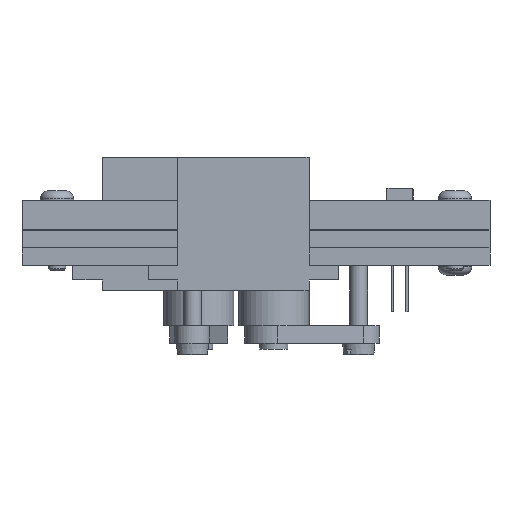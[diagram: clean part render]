
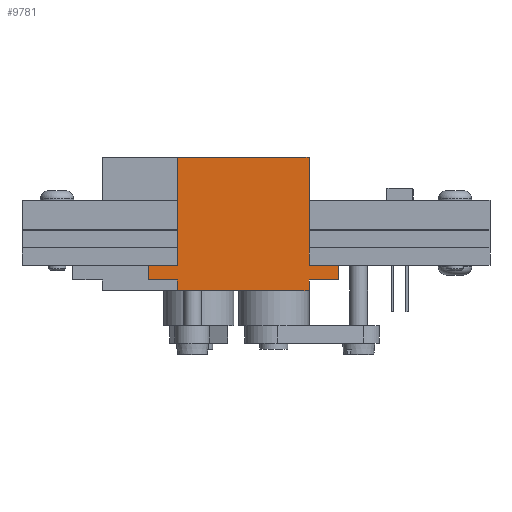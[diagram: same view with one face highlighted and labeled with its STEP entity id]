
A CAD part, front view. The second image highlights one B-rep face of the part: STEP entity #9781.
In plain terms, the highlighted face is planar.
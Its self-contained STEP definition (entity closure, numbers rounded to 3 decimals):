
#9311=CARTESIAN_POINT('',(5.25,6.,22.8));
#9312=VERTEX_POINT('',#9311);
#9371=CARTESIAN_POINT('',(-11.25,6.,22.8));
#9372=VERTEX_POINT('',#9371);
#9373=CARTESIAN_POINT('',(-11.25,6.,22.8));
#9374=DIRECTION('',(1.0,0.0,0.0));
#9375=VECTOR('',#9374,16.5);
#9376=LINE('',#9373,#9375);
#9377=EDGE_CURVE('',#9372,#9312,#9376,.T.);
#9402=CARTESIAN_POINT('',(11.25,6.,22.8));
#9403=VERTEX_POINT('',#9402);
#9410=CARTESIAN_POINT('',(5.25,6.,22.8));
#9411=DIRECTION('',(1.0,0.0,0.0));
#9412=VECTOR('',#9411,6.0);
#9413=LINE('',#9410,#9412);
#9414=EDGE_CURVE('',#9312,#9403,#9413,.T.);
#9426=CARTESIAN_POINT('',(-16.25,6.,21.0));
#9427=VERTEX_POINT('',#9426);
#9442=CARTESIAN_POINT('',(-11.25,6.,21.0));
#9443=VERTEX_POINT('',#9442);
#9450=CARTESIAN_POINT('',(-11.25,6.,21.0));
#9451=DIRECTION('',(-1.0,0.0,0.0));
#9452=VECTOR('',#9451,5.);
#9453=LINE('',#9450,#9452);
#9454=EDGE_CURVE('',#9443,#9427,#9453,.T.);
#9464=CARTESIAN_POINT('',(-16.25,6.,18.5));
#9465=VERTEX_POINT('',#9464);
#9474=CARTESIAN_POINT('',(-11.25,6.,18.5));
#9475=VERTEX_POINT('',#9474);
#9476=CARTESIAN_POINT('',(-11.25,6.,18.5));
#9477=DIRECTION('',(-1.0,0.0,0.0));
#9478=VECTOR('',#9477,5.);
#9479=LINE('',#9476,#9478);
#9480=EDGE_CURVE('',#9475,#9465,#9479,.T.);
#9505=CARTESIAN_POINT('',(-16.25,6.,21.0));
#9506=DIRECTION('',(0.0,0.0,-1.0));
#9507=VECTOR('',#9506,2.5);
#9508=LINE('',#9505,#9507);
#9509=EDGE_CURVE('',#9427,#9465,#9508,.T.);
#9534=CARTESIAN_POINT('',(-11.25,6.,21.0));
#9535=DIRECTION('',(0.0,0.0,1.0));
#9536=VECTOR('',#9535,1.8);
#9537=LINE('',#9534,#9536);
#9538=EDGE_CURVE('',#9443,#9372,#9537,.T.);
#9549=CARTESIAN_POINT('',(-11.25,6.,0.0));
#9550=VERTEX_POINT('',#9549);
#9551=CARTESIAN_POINT('',(-11.25,6.,0.0));
#9552=DIRECTION('',(0.0,0.0,1.0));
#9553=VECTOR('',#9552,18.5);
#9554=LINE('',#9551,#9553);
#9555=EDGE_CURVE('',#9550,#9475,#9554,.T.);
#9581=CARTESIAN_POINT('',(16.25,6.,21.0));
#9582=VERTEX_POINT('',#9581);
#9589=CARTESIAN_POINT('',(11.25,6.,21.0));
#9590=VERTEX_POINT('',#9589);
#9591=CARTESIAN_POINT('',(11.25,6.,21.0));
#9592=DIRECTION('',(1.0,0.0,0.0));
#9593=VECTOR('',#9592,5.);
#9594=LINE('',#9591,#9593);
#9595=EDGE_CURVE('',#9590,#9582,#9594,.T.);
#9619=CARTESIAN_POINT('',(16.25,6.,18.5));
#9620=VERTEX_POINT('',#9619);
#9637=CARTESIAN_POINT('',(11.25,6.,18.5));
#9638=VERTEX_POINT('',#9637);
#9645=CARTESIAN_POINT('',(11.25,6.,18.5));
#9646=DIRECTION('',(1.0,0.0,0.0));
#9647=VECTOR('',#9646,5.);
#9648=LINE('',#9645,#9647);
#9649=EDGE_CURVE('',#9638,#9620,#9648,.T.);
#9667=CARTESIAN_POINT('',(16.25,6.,21.0));
#9668=DIRECTION('',(0.0,0.0,-1.0));
#9669=VECTOR('',#9668,2.5);
#9670=LINE('',#9667,#9669);
#9671=EDGE_CURVE('',#9582,#9620,#9670,.T.);
#9682=CARTESIAN_POINT('',(11.25,6.,21.0));
#9683=DIRECTION('',(0.0,0.0,1.0));
#9684=VECTOR('',#9683,1.8);
#9685=LINE('',#9682,#9684);
#9686=EDGE_CURVE('',#9590,#9403,#9685,.T.);
#9713=CARTESIAN_POINT('',(11.25,6.,0.0));
#9714=VERTEX_POINT('',#9713);
#9721=CARTESIAN_POINT('',(11.25,6.,0.0));
#9722=DIRECTION('',(0.0,0.0,1.0));
#9723=VECTOR('',#9722,18.5);
#9724=LINE('',#9721,#9723);
#9725=EDGE_CURVE('',#9714,#9638,#9724,.T.);
#9756=CARTESIAN_POINT('',(-11.25,6.,0.0));
#9757=DIRECTION('',(0.0,1.0,0.0));
#9758=DIRECTION('',(0.0,0.0,1.0));
#9759=AXIS2_PLACEMENT_3D('',#9756,#9757,#9758);
#9760=PLANE('',#9759);
#9761=ORIENTED_EDGE('',*,*,#9377,.T.);
#9762=ORIENTED_EDGE('',*,*,#9414,.T.);
#9763=ORIENTED_EDGE('',*,*,#9686,.F.);
#9764=ORIENTED_EDGE('',*,*,#9595,.T.);
#9765=ORIENTED_EDGE('',*,*,#9671,.T.);
#9766=ORIENTED_EDGE('',*,*,#9649,.F.);
#9767=ORIENTED_EDGE('',*,*,#9725,.F.);
#9768=CARTESIAN_POINT('',(-11.25,6.,0.0));
#9769=DIRECTION('',(1.0,0.0,0.0));
#9770=VECTOR('',#9769,22.5);
#9771=LINE('',#9768,#9770);
#9772=EDGE_CURVE('',#9550,#9714,#9771,.T.);
#9773=ORIENTED_EDGE('',*,*,#9772,.F.);
#9774=ORIENTED_EDGE('',*,*,#9555,.T.);
#9775=ORIENTED_EDGE('',*,*,#9480,.T.);
#9776=ORIENTED_EDGE('',*,*,#9509,.F.);
#9777=ORIENTED_EDGE('',*,*,#9454,.F.);
#9778=ORIENTED_EDGE('',*,*,#9538,.T.);
#9779=EDGE_LOOP('',(#9761,#9762,#9763,#9764,#9765,#9766,#9767,#9773,#9774,#9775,#9776,#9777,#9778));
#9780=FACE_OUTER_BOUND('',#9779,.T.);
#9781=ADVANCED_FACE('',(#9780),#9760,.T.);
